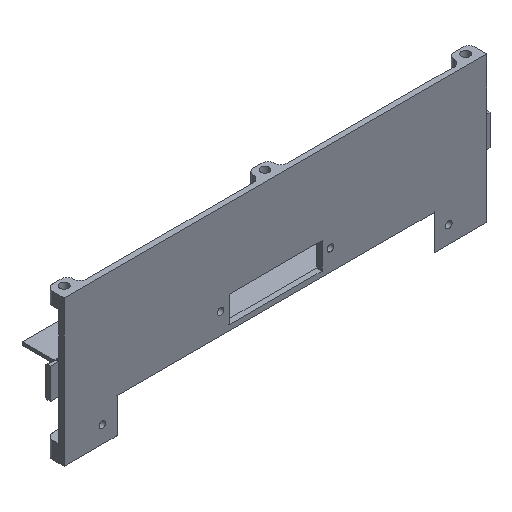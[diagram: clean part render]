
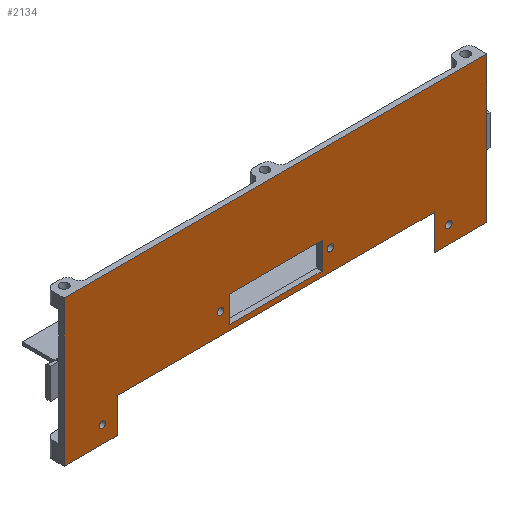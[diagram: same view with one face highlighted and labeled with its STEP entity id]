
A CAD part, isometric view. The second image highlights one B-rep face of the part: STEP entity #2134.
In plain terms, the highlighted planar face has unit normal (0, -1, 0).
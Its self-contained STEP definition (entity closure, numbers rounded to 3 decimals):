
#84=FACE_BOUND('',#300,.T.);
#85=FACE_BOUND('',#301,.T.);
#86=FACE_BOUND('',#302,.T.);
#87=FACE_BOUND('',#303,.T.);
#88=FACE_BOUND('',#304,.T.);
#167=FACE_OUTER_BOUND('',#299,.T.);
#299=EDGE_LOOP('',(#1802,#1803,#1804,#1805,#1806,#1807,#1808,#1809));
#300=EDGE_LOOP('',(#1810,#1811,#1812,#1813));
#301=EDGE_LOOP('',(#1814));
#302=EDGE_LOOP('',(#1815));
#303=EDGE_LOOP('',(#1816));
#304=EDGE_LOOP('',(#1817));
#480=LINE('',#3321,#706);
#482=LINE('',#3325,#708);
#484=LINE('',#3329,#710);
#486=LINE('',#3332,#712);
#500=LINE('',#3391,#726);
#518=LINE('',#3451,#744);
#520=LINE('',#3456,#746);
#522=LINE('',#3459,#748);
#523=LINE('',#3461,#749);
#524=LINE('',#3464,#750);
#526=LINE('',#3468,#752);
#527=LINE('',#3469,#753);
#706=VECTOR('',#2657,10.);
#708=VECTOR('',#2661,10.);
#710=VECTOR('',#2665,10.);
#712=VECTOR('',#2669,10.);
#726=VECTOR('',#2741,10.);
#744=VECTOR('',#2805,10.);
#746=VECTOR('',#2809,10.);
#748=VECTOR('',#2813,10.);
#749=VECTOR('',#2816,10.);
#750=VECTOR('',#2819,10.);
#752=VECTOR('',#2823,10.);
#753=VECTOR('',#2824,10.);
#822=CIRCLE('',#2259,1.55);
#823=CIRCLE('',#2261,1.55);
#824=CIRCLE('',#2263,1.55);
#825=CIRCLE('',#2265,1.55);
#996=VERTEX_POINT('',#3318);
#997=VERTEX_POINT('',#3320);
#998=VERTEX_POINT('',#3324);
#999=VERTEX_POINT('',#3328);
#1000=VERTEX_POINT('',#3334);
#1001=VERTEX_POINT('',#3338);
#1002=VERTEX_POINT('',#3342);
#1003=VERTEX_POINT('',#3346);
#1014=VERTEX_POINT('',#3388);
#1015=VERTEX_POINT('',#3390);
#1033=VERTEX_POINT('',#3447);
#1034=VERTEX_POINT('',#3449);
#1035=VERTEX_POINT('',#3453);
#1036=VERTEX_POINT('',#3455);
#1037=VERTEX_POINT('',#3463);
#1038=VERTEX_POINT('',#3467);
#1237=EDGE_CURVE('',#997,#996,#480,.T.);
#1239=EDGE_CURVE('',#998,#997,#482,.T.);
#1241=EDGE_CURVE('',#999,#998,#484,.T.);
#1243=EDGE_CURVE('',#996,#999,#486,.T.);
#1244=EDGE_CURVE('',#1000,#1000,#822,.T.);
#1246=EDGE_CURVE('',#1001,#1001,#823,.T.);
#1248=EDGE_CURVE('',#1002,#1002,#824,.T.);
#1250=EDGE_CURVE('',#1003,#1003,#825,.T.);
#1272=EDGE_CURVE('',#1015,#1014,#500,.T.);
#1303=EDGE_CURVE('',#1033,#1034,#518,.T.);
#1305=EDGE_CURVE('',#1036,#1035,#520,.T.);
#1307=EDGE_CURVE('',#1034,#1036,#522,.T.);
#1308=EDGE_CURVE('',#1035,#1015,#523,.T.);
#1309=EDGE_CURVE('',#1037,#1033,#524,.T.);
#1311=EDGE_CURVE('',#1038,#1014,#526,.T.);
#1312=EDGE_CURVE('',#1037,#1038,#527,.T.);
#1802=ORIENTED_EDGE('',*,*,#1303,.T.);
#1803=ORIENTED_EDGE('',*,*,#1307,.T.);
#1804=ORIENTED_EDGE('',*,*,#1305,.T.);
#1805=ORIENTED_EDGE('',*,*,#1308,.T.);
#1806=ORIENTED_EDGE('',*,*,#1272,.T.);
#1807=ORIENTED_EDGE('',*,*,#1311,.F.);
#1808=ORIENTED_EDGE('',*,*,#1312,.F.);
#1809=ORIENTED_EDGE('',*,*,#1309,.T.);
#1810=ORIENTED_EDGE('',*,*,#1241,.T.);
#1811=ORIENTED_EDGE('',*,*,#1239,.T.);
#1812=ORIENTED_EDGE('',*,*,#1237,.T.);
#1813=ORIENTED_EDGE('',*,*,#1243,.T.);
#1814=ORIENTED_EDGE('',*,*,#1244,.T.);
#1815=ORIENTED_EDGE('',*,*,#1246,.T.);
#1816=ORIENTED_EDGE('',*,*,#1248,.T.);
#1817=ORIENTED_EDGE('',*,*,#1250,.T.);
#2044=PLANE('',#2314);
#2134=ADVANCED_FACE('',(#167,#84,#85,#86,#87,#88),#2044,.T.);
#2259=AXIS2_PLACEMENT_3D('',#3335,#2672,#2673);
#2261=AXIS2_PLACEMENT_3D('',#3339,#2677,#2678);
#2263=AXIS2_PLACEMENT_3D('',#3343,#2682,#2683);
#2265=AXIS2_PLACEMENT_3D('',#3347,#2687,#2688);
#2314=AXIS2_PLACEMENT_3D('',#3466,#2821,#2822);
#2657=DIRECTION('',(0.,0.,1.));
#2661=DIRECTION('',(-1.,0.,0.));
#2665=DIRECTION('',(0.,0.,-1.));
#2669=DIRECTION('',(1.,0.,0.));
#2672=DIRECTION('center_axis',(0.,1.,0.));
#2673=DIRECTION('ref_axis',(1.,0.,0.));
#2677=DIRECTION('center_axis',(0.,1.,0.));
#2678=DIRECTION('ref_axis',(1.,0.,0.));
#2682=DIRECTION('center_axis',(0.,1.,0.));
#2683=DIRECTION('ref_axis',(1.,0.,0.));
#2687=DIRECTION('center_axis',(0.,1.,0.));
#2688=DIRECTION('ref_axis',(1.,0.,0.));
#2741=DIRECTION('',(0.,0.,1.));
#2805=DIRECTION('',(0.,0.,1.));
#2809=DIRECTION('',(0.,0.,-1.));
#2813=DIRECTION('',(1.,0.,0.));
#2816=DIRECTION('',(1.,0.,0.));
#2819=DIRECTION('',(1.,0.,0.));
#2821=DIRECTION('center_axis',(0.,-1.,0.));
#2822=DIRECTION('ref_axis',(1.,0.,0.));
#2823=DIRECTION('',(1.,0.,0.));
#2824=DIRECTION('',(0.,0.,1.));
#3318=CARTESIAN_POINT('',(-22.,-50.,34.072));
#3320=CARTESIAN_POINT('',(-22.,-50.,21.572));
#3321=CARTESIAN_POINT('',(-22.,-50.,12.072));
#3324=CARTESIAN_POINT('',(22.,-50.,21.572));
#3325=CARTESIAN_POINT('',(-39.009,-50.,21.572));
#3328=CARTESIAN_POINT('',(22.,-50.,34.072));
#3329=CARTESIAN_POINT('',(22.,-50.,18.322));
#3332=CARTESIAN_POINT('',(-61.009,-50.,34.072));
#3334=CARTESIAN_POINT('',(-27.55,-50.,29.072));
#3335=CARTESIAN_POINT('Origin',(-26.,-50.,29.072));
#3338=CARTESIAN_POINT('',(24.45,-50.,29.072));
#3339=CARTESIAN_POINT('Origin',(26.,-50.,29.072));
#3342=CARTESIAN_POINT('',(-83.55,-50.,10.572));
#3343=CARTESIAN_POINT('Origin',(-82.,-50.,10.572));
#3346=CARTESIAN_POINT('',(80.45,-50.,10.572));
#3347=CARTESIAN_POINT('Origin',(82.,-50.,10.572));
#3388=CARTESIAN_POINT('',(99.982,-50.,71.572));
#3390=CARTESIAN_POINT('',(99.982,-50.,2.572));
#3391=CARTESIAN_POINT('',(99.982,-50.,2.572));
#3447=CARTESIAN_POINT('',(-75.,-50.,2.572));
#3449=CARTESIAN_POINT('',(-75.,-50.,19.072));
#3451=CARTESIAN_POINT('',(-75.,-50.,2.572));
#3453=CARTESIAN_POINT('',(75.,-50.,2.572));
#3455=CARTESIAN_POINT('',(75.,-50.,19.072));
#3456=CARTESIAN_POINT('',(75.,-50.,10.822));
#3459=CARTESIAN_POINT('',(-87.509,-50.,19.072));
#3461=CARTESIAN_POINT('',(-100.018,-50.,2.572));
#3463=CARTESIAN_POINT('',(-100.018,-50.,2.572));
#3464=CARTESIAN_POINT('',(-100.018,-50.,2.572));
#3466=CARTESIAN_POINT('Origin',(-100.018,-50.,2.572));
#3467=CARTESIAN_POINT('',(-100.018,-50.,71.572));
#3468=CARTESIAN_POINT('',(-100.018,-50.,71.572));
#3469=CARTESIAN_POINT('',(-100.018,-50.,2.572));
